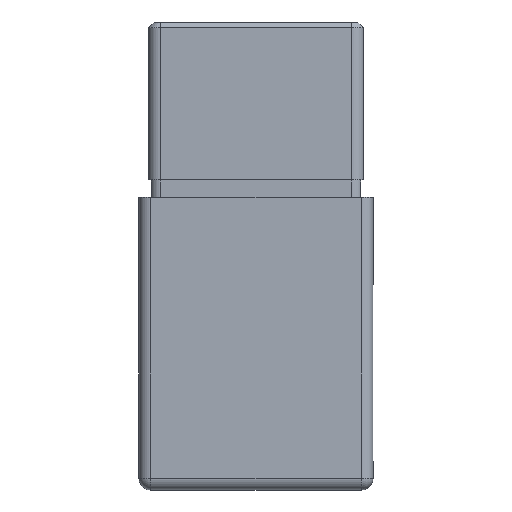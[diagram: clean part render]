
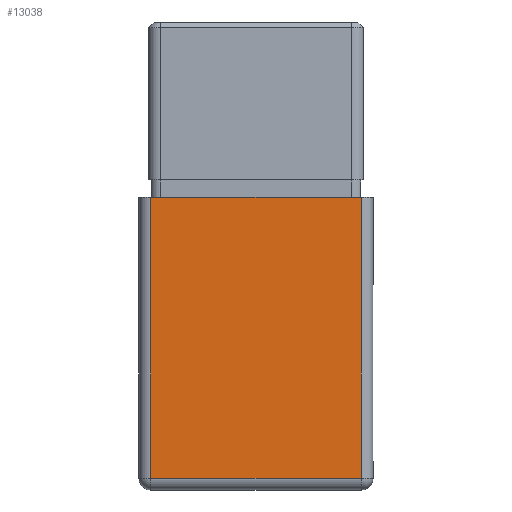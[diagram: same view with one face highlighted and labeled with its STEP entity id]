
A CAD part, left-side view. The second image highlights one B-rep face of the part: STEP entity #13038.
In plain terms, the highlighted planar face has unit normal (-1, 0, 0).
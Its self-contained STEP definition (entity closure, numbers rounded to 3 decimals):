
#55 = DIRECTION ( 'NONE',  ( 0., 1., 0. ) ) ;
#234 = ORIENTED_EDGE ( 'NONE', *, *, #2907, .T. ) ;
#446 = ORIENTED_EDGE ( 'NONE', *, *, #8140, .T. ) ;
#961 = VERTEX_POINT ( 'NONE', #20952 ) ;
#1194 = VERTEX_POINT ( 'NONE', #8351 ) ;
#1466 = LINE ( 'NONE', #20831, #13455 ) ;
#2907 = EDGE_CURVE ( 'NONE', #6059, #961, #11487, .T. ) ;
#3463 = AXIS2_PLACEMENT_3D ( 'NONE', #9550, #20962, #17765 ) ;
#3890 = EDGE_CURVE ( 'NONE', #6561, #961, #9148, .T. ) ;
#4041 = DIRECTION ( 'NONE',  ( 0., 0., -1. ) ) ;
#4188 = EDGE_LOOP ( 'NONE', ( #7740, #234, #8215, #446 ) ) ;
#4775 = VECTOR ( 'NONE', #4041, 1000. ) ;
#6059 = VERTEX_POINT ( 'NONE', #8920 ) ;
#6561 = VERTEX_POINT ( 'NONE', #13678 ) ;
#6850 = DIRECTION ( 'NONE',  ( 0., -1., 0. ) ) ;
#7740 = ORIENTED_EDGE ( 'NONE', *, *, #9558, .T. ) ;
#8140 = EDGE_CURVE ( 'NONE', #6561, #1194, #13494, .T. ) ;
#8215 = ORIENTED_EDGE ( 'NONE', *, *, #3890, .F. ) ;
#8351 = CARTESIAN_POINT ( 'NONE',  ( -20., -2., 30. ) ) ;
#8920 = CARTESIAN_POINT ( 'NONE',  ( -20., -2., -18. ) ) ;
#9148 = LINE ( 'NONE', #10462, #4775 ) ;
#9550 = CARTESIAN_POINT ( 'NONE',  ( -20., -38., 30. ) ) ;
#9558 = EDGE_CURVE ( 'NONE', #1194, #6059, #1466, .T. ) ;
#10441 = VECTOR ( 'NONE', #6850, 1000. ) ;
#10462 = CARTESIAN_POINT ( 'NONE',  ( -20., -38., 30. ) ) ;
#11487 = LINE ( 'NONE', #14071, #10441 ) ;
#11593 = FACE_OUTER_BOUND ( 'NONE', #4188, .T. ) ;
#13038 = ADVANCED_FACE ( 'NONE', ( #11593 ), #19324, .T. ) ;
#13047 = CARTESIAN_POINT ( 'NONE',  ( -20., -38., 30. ) ) ;
#13455 = VECTOR ( 'NONE', #17909, 1000. ) ;
#13494 = LINE ( 'NONE', #13047, #17864 ) ;
#13678 = CARTESIAN_POINT ( 'NONE',  ( -20., -38., 30. ) ) ;
#14071 = CARTESIAN_POINT ( 'NONE',  ( -20., -38., -18. ) ) ;
#17765 = DIRECTION ( 'NONE',  ( 0., 0., 1. ) ) ;
#17864 = VECTOR ( 'NONE', #55, 1000. ) ;
#17909 = DIRECTION ( 'NONE',  ( 0., 0., -1. ) ) ;
#19324 = PLANE ( 'NONE',  #3463 ) ;
#20831 = CARTESIAN_POINT ( 'NONE',  ( -20., -2., 30. ) ) ;
#20952 = CARTESIAN_POINT ( 'NONE',  ( -20., -38., -18. ) ) ;
#20962 = DIRECTION ( 'NONE',  ( -1., 0., 0. ) ) ;
